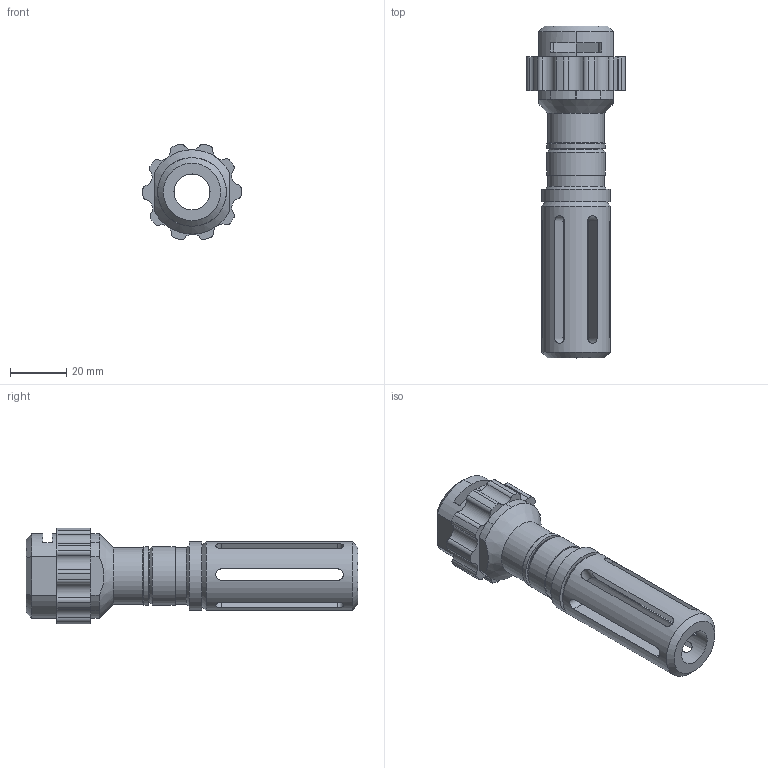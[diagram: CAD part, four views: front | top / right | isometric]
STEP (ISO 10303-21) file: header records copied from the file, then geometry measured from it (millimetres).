
FILE_DESCRIPTION(('HOOPS Exchange Step'),'2;1');
FILE_NAME('temp_export','2026-04-03T21:02:16+19:00',('mobile'),('Shapr3D Limited'),'HOOPS Exchange 2025.9','Shapr3D','Authorized');
FILE_SCHEMA( ('AP242_MANAGED_MODEL_BASED_3D_ENGINEERING_MIM_LF {1 0 10303 442 1 1 4}') );
Length unit declared in the file: millimetre
Products named in the file (1): root
Bounding box: 35 x 118 x 34.07 mm (x, y, z)
Volume: 36050.8 mm3; surface area: 17444.4 mm2
Topology: 1 solids, 1 shells, 134 faces, 381 edges, 255 vertices
Faces by surface type: cylinder 69, plane 46, extrusion 10, cone 9
Full cylindrical faces by diameter (mm): 12.806 x1, 13.5 x2, 18.868 x1, 20 x2, 20.8 x2, 24.413 x2
Entity records: 5668 total; most frequent: CARTESIAN_POINT 1969, DIRECTION 806, ORIENTED_EDGE 762, EDGE_CURVE 381, AXIS2_PLACEMENT_3D 318, VERTEX_POINT 255, VECTOR 170, LINE 160
